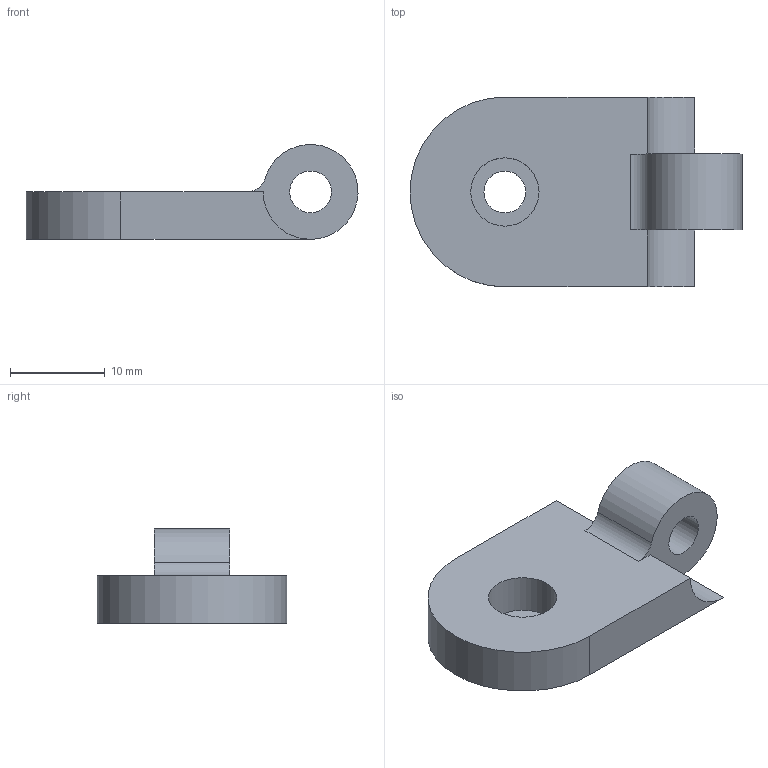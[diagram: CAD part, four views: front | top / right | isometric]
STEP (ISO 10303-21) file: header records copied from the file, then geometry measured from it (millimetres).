
FILE_DESCRIPTION(/* description */ (''),/* implementation_level */ '2;1');
FILE_NAME(/* name */ 'Hinge Bottom.step',/* time_stamp */ '2026-01-14T13:16:51-05:00',/* author */ (''),/* organization */ (''),/* preprocessor_version */ 'ST-DEVELOPER v20.1',/* originating_system */ 'Autodesk Translation Framework v14.21.0.0',/* authorisation */ '');
FILE_SCHEMA (('AUTOMOTIVE_DESIGN { 1 0 10303 214 3 1 1 }'));
Length unit declared in the file: millimetre
Products named in the file (1): 2026-01-11-23-29-48-770
Bounding box: 35 x 20 x 9.98 mm (x, y, z)
Volume: 2720.4 mm3; surface area: 1923.9 mm2
Topology: 1 solids, 1 shells, 15 faces, 34 edges, 22 vertices
Faces by surface type: cylinder 8, plane 7
Full cylindrical faces by diameter (mm): 4.4 x2, 7.2 x1
Entity records: 469 total; most frequent: DIRECTION 82, CARTESIAN_POINT 72, ORIENTED_EDGE 68, EDGE_CURVE 34, AXIS2_PLACEMENT_3D 32, VERTEX_POINT 22, EDGE_LOOP 20, LINE 18
